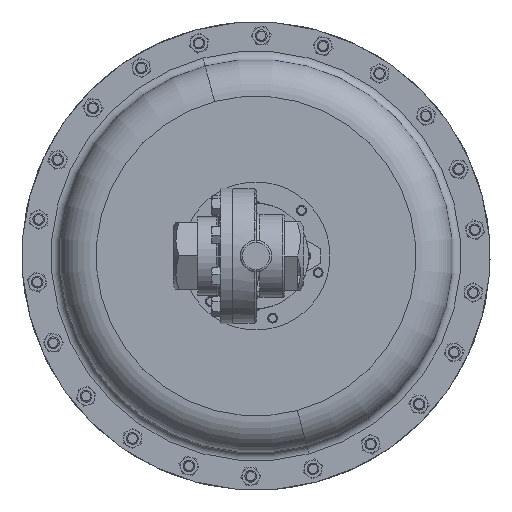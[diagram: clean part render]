
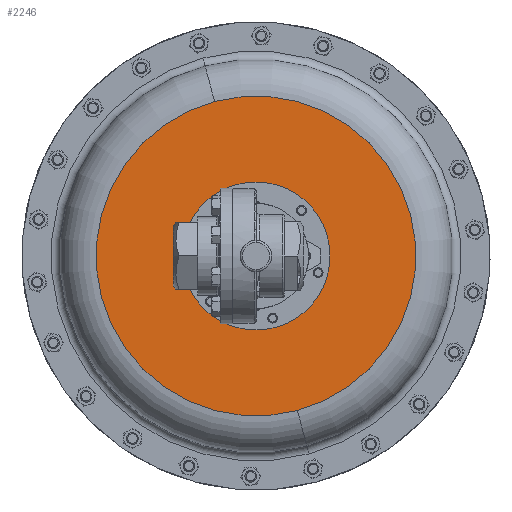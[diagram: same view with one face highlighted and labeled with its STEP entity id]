
A CAD part, front view. The second image highlights one B-rep face of the part: STEP entity #2246.
In plain terms, the highlighted planar face has unit normal (0, -1, 0).
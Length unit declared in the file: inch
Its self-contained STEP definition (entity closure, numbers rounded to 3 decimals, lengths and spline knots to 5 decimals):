
#106 = CIRCLE ( 'NONE', #34933, 2.375 ) ;
#1012 = EDGE_LOOP ( 'NONE', ( #22160, #34648 ) ) ;
#2246 = ADVANCED_FACE ( 'NONE', ( #32731, #41686 ), #36352, .T. ) ;
#5650 = CARTESIAN_POINT ( 'NONE',  ( 1.52663, 9.93332, 4.03194 ) ) ;
#5712 = DIRECTION ( 'NONE',  ( 0., 1., 0. ) ) ;
#7255 = VERTEX_POINT ( 'NONE', #34625 ) ;
#7623 = CIRCLE ( 'NONE', #16741, 5.125 ) ;
#7945 = AXIS2_PLACEMENT_3D ( 'NONE', #5650, #29193, #9125 ) ;
#9125 = DIRECTION ( 'NONE',  ( -0.707, 0., 0.707 ) ) ;
#10352 = CARTESIAN_POINT ( 'NONE',  ( 1.52663, 9.93332, 4.03194 ) ) ;
#12414 = EDGE_LOOP ( 'NONE', ( #21069, #38417 ) ) ;
#13582 = DIRECTION ( 'NONE',  ( 0., 1., 0. ) ) ;
#13750 = DIRECTION ( 'NONE',  ( 0.259, 0., -0.966 ) ) ;
#14804 = CARTESIAN_POINT ( 'NONE',  ( 3.20601, 9.93332, 2.35256 ) ) ;
#16741 = AXIS2_PLACEMENT_3D ( 'NONE', #33689, #13582, #37076 ) ;
#17051 = CARTESIAN_POINT ( 'NONE',  ( 2.85308, 9.93332, -0.91843 ) ) ;
#17744 = EDGE_CURVE ( 'NONE', #32449, #7255, #7623, .T. ) ;
#21057 = EDGE_CURVE ( 'NONE', #34132, #37136, #106, .T. ) ;
#21069 = ORIENTED_EDGE ( 'NONE', *, *, #17744, .F. ) ;
#22160 = ORIENTED_EDGE ( 'NONE', *, *, #34542, .T. ) ;
#24000 = AXIS2_PLACEMENT_3D ( 'NONE', #10352, #33860, #13750 ) ;
#25514 = EDGE_CURVE ( 'NONE', #7255, #32449, #41110, .T. ) ;
#25878 = CARTESIAN_POINT ( 'NONE',  ( 1.52663, 9.93332, 4.03194 ) ) ;
#29193 = DIRECTION ( 'NONE',  ( 0., 1., 0. ) ) ;
#29261 = DIRECTION ( 'NONE',  ( -0.707, 0., 0.707 ) ) ;
#30239 = CARTESIAN_POINT ( 'NONE',  ( -0.15275, 9.93332, 5.71132 ) ) ;
#32449 = VERTEX_POINT ( 'NONE', #17051 ) ;
#32731 = FACE_OUTER_BOUND ( 'NONE', #12414, .T. ) ;
#33689 = CARTESIAN_POINT ( 'NONE',  ( 1.52663, 9.93332, 4.03194 ) ) ;
#33860 = DIRECTION ( 'NONE',  ( 0., 1., 0. ) ) ;
#34132 = VERTEX_POINT ( 'NONE', #30239 ) ;
#34542 = EDGE_CURVE ( 'NONE', #37136, #34132, #39701, .T. ) ;
#34625 = CARTESIAN_POINT ( 'NONE',  ( 0.20018, 9.93332, 8.98231 ) ) ;
#34648 = ORIENTED_EDGE ( 'NONE', *, *, #21057, .T. ) ;
#34933 = AXIS2_PLACEMENT_3D ( 'NONE', #25878, #5712, #29261 ) ;
#36017 = CARTESIAN_POINT ( 'NONE',  ( -3.42374, 9.93332, 2.70549 ) ) ;
#36300 = DIRECTION ( 'NONE',  ( -0.259, 0., 0.966 ) ) ;
#36352 = PLANE ( 'NONE',  #39522 ) ;
#36444 = DIRECTION ( 'NONE',  ( 0., -1., 0. ) ) ;
#37076 = DIRECTION ( 'NONE',  ( 0.259, 0., -0.966 ) ) ;
#37136 = VERTEX_POINT ( 'NONE', #14804 ) ;
#38417 = ORIENTED_EDGE ( 'NONE', *, *, #25514, .F. ) ;
#39522 = AXIS2_PLACEMENT_3D ( 'NONE', #36017, #36444, #36300 ) ;
#39701 = CIRCLE ( 'NONE', #7945, 2.375 ) ;
#41110 = CIRCLE ( 'NONE', #24000, 5.125 ) ;
#41686 = FACE_BOUND ( 'NONE', #1012, .T. ) ;
